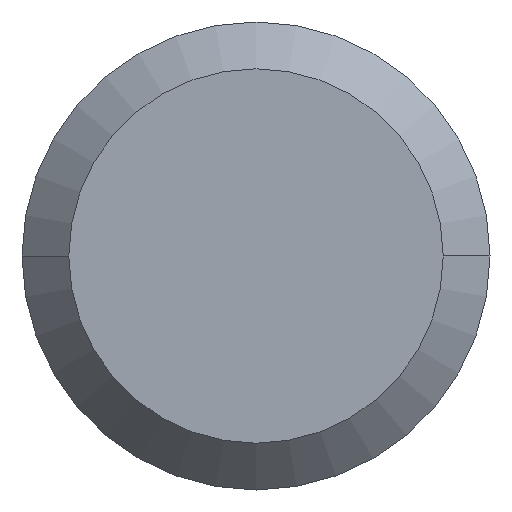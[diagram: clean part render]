
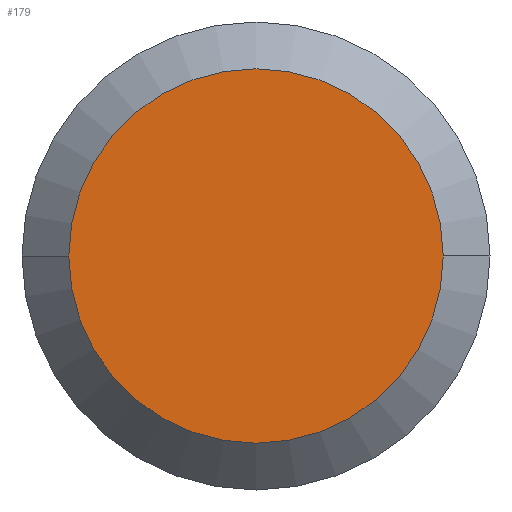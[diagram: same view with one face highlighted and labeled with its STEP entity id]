
A CAD part, left-side view. The second image highlights one B-rep face of the part: STEP entity #179.
In plain terms, the highlighted planar face has unit normal (-1, 0, 0).
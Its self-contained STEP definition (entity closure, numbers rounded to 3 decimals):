
#3 = ORIENTED_EDGE ( 'NONE', *, *, #352, .F. ) ;
#23 = DIRECTION ( 'NONE',  ( -1., 0., 0. ) ) ;
#45 = CARTESIAN_POINT ( 'NONE',  ( -55., 0., 0. ) ) ;
#51 = PLANE ( 'NONE',  #396 ) ;
#54 = FACE_OUTER_BOUND ( 'NONE', #141, .T. ) ;
#74 = AXIS2_PLACEMENT_3D ( 'NONE', #236, #231, #299 ) ;
#81 = CIRCLE ( 'NONE', #74, 2.4 ) ;
#106 = DIRECTION ( 'NONE',  ( 0., 1., 0. ) ) ;
#140 = DIRECTION ( 'NONE',  ( 0., -1., 0. ) ) ;
#141 = EDGE_LOOP ( 'NONE', ( #3, #218 ) ) ;
#144 = AXIS2_PLACEMENT_3D ( 'NONE', #45, #223, #106 ) ;
#155 = VERTEX_POINT ( 'NONE', #262 ) ;
#179 = ADVANCED_FACE ( 'NONE', ( #54 ), #51, .T. ) ;
#184 = CARTESIAN_POINT ( 'NONE',  ( -55., 2.4, 0. ) ) ;
#218 = ORIENTED_EDGE ( 'NONE', *, *, #412, .F. ) ;
#223 = DIRECTION ( 'NONE',  ( 1., 0., 0. ) ) ;
#231 = DIRECTION ( 'NONE',  ( 1., 0., 0. ) ) ;
#236 = CARTESIAN_POINT ( 'NONE',  ( -55., 0., 0. ) ) ;
#262 = CARTESIAN_POINT ( 'NONE',  ( -55., -2.4, 0. ) ) ;
#299 = DIRECTION ( 'NONE',  ( 0., 1., 0. ) ) ;
#302 = CARTESIAN_POINT ( 'NONE',  ( -55., 0., 0. ) ) ;
#312 = VERTEX_POINT ( 'NONE', #184 ) ;
#324 = CIRCLE ( 'NONE', #144, 2.4 ) ;
#352 = EDGE_CURVE ( 'NONE', #312, #155, #324, .T. ) ;
#396 = AXIS2_PLACEMENT_3D ( 'NONE', #302, #23, #140 ) ;
#412 = EDGE_CURVE ( 'NONE', #155, #312, #81, .T. ) ;
